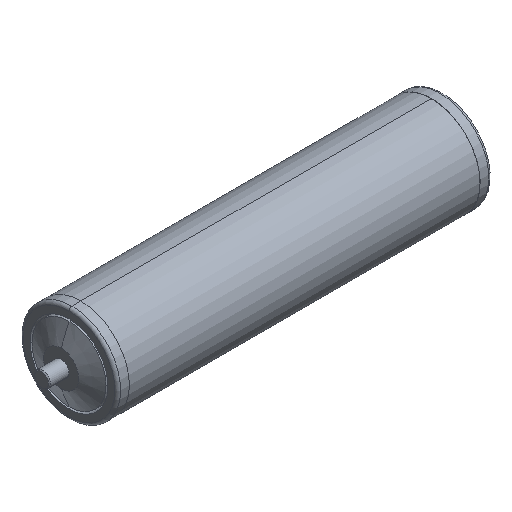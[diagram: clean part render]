
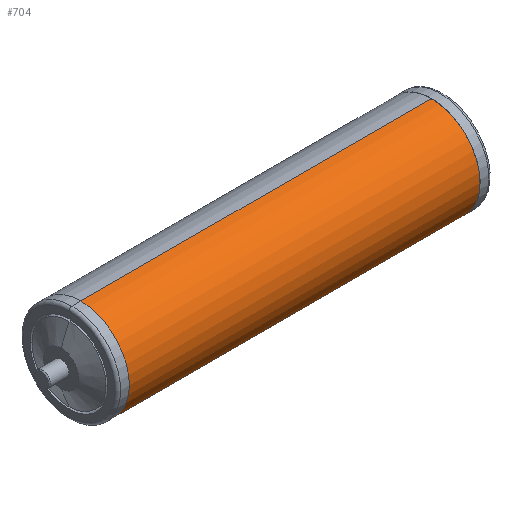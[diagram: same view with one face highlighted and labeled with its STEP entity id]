
A CAD part, isometric view. The second image highlights one B-rep face of the part: STEP entity #704.
In plain terms, the highlighted cylindrical face has radius 25 mm (diameter 50 mm), a partial arc.
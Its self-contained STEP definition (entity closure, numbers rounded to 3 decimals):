
#344 = CARTESIAN_POINT ( 'NONE',  ( 180., 0., 0. ) ) ;
#704 = ADVANCED_FACE ( 'NONE', ( #10444 ), #4145, .T. ) ;
#936 = CIRCLE ( 'NONE', #7210, 25. ) ;
#1132 = DIRECTION ( 'NONE',  ( 1., 0., 0. ) ) ;
#1603 = CARTESIAN_POINT ( 'NONE',  ( 180., 0., 0. ) ) ;
#1871 = DIRECTION ( 'NONE',  ( 0., 0., 1. ) ) ;
#2219 = EDGE_CURVE ( 'NONE', #4359, #4265, #9977, .T. ) ;
#2239 = EDGE_CURVE ( 'NONE', #6071, #4359, #3966, .T. ) ;
#2478 = DIRECTION ( 'NONE',  ( -1., 0., 0. ) ) ;
#2556 = DIRECTION ( 'NONE',  ( 1., 0., 0. ) ) ;
#2802 = AXIS2_PLACEMENT_3D ( 'NONE', #1603, #2478, #1871 ) ;
#3017 = VECTOR ( 'NONE', #8964, 1000. ) ;
#3122 = CARTESIAN_POINT ( 'NONE',  ( 0., 0., -25. ) ) ;
#3268 = VECTOR ( 'NONE', #6571, 1000. ) ;
#3344 = AXIS2_PLACEMENT_3D ( 'NONE', #344, #1132, #8920 ) ;
#3460 = CARTESIAN_POINT ( 'NONE',  ( 180., 0., -25. ) ) ;
#3846 = ORIENTED_EDGE ( 'NONE', *, *, #2219, .F. ) ;
#3966 = CIRCLE ( 'NONE', #3344, 25. ) ;
#4088 = ORIENTED_EDGE ( 'NONE', *, *, #4836, .T. ) ;
#4145 = CYLINDRICAL_SURFACE ( 'NONE', #2802, 25. ) ;
#4244 = DIRECTION ( 'NONE',  ( 0., 0., -1. ) ) ;
#4265 = VERTEX_POINT ( 'NONE', #3122 ) ;
#4359 = VERTEX_POINT ( 'NONE', #3460 ) ;
#4705 = CARTESIAN_POINT ( 'NONE',  ( 180., 0., -25. ) ) ;
#4836 = EDGE_CURVE ( 'NONE', #6071, #8500, #7636, .T. ) ;
#4993 = CARTESIAN_POINT ( 'NONE',  ( 0., 0., 25. ) ) ;
#5361 = EDGE_LOOP ( 'NONE', ( #3846, #9065, #4088, #6455 ) ) ;
#6071 = VERTEX_POINT ( 'NONE', #10079 ) ;
#6455 = ORIENTED_EDGE ( 'NONE', *, *, #7615, .T. ) ;
#6571 = DIRECTION ( 'NONE',  ( -1., 0., 0. ) ) ;
#7210 = AXIS2_PLACEMENT_3D ( 'NONE', #10110, #2556, #4244 ) ;
#7615 = EDGE_CURVE ( 'NONE', #8500, #4265, #936, .T. ) ;
#7636 = LINE ( 'NONE', #9150, #3268 ) ;
#8500 = VERTEX_POINT ( 'NONE', #4993 ) ;
#8920 = DIRECTION ( 'NONE',  ( 0., 0., -1. ) ) ;
#8964 = DIRECTION ( 'NONE',  ( -1., 0., 0. ) ) ;
#9065 = ORIENTED_EDGE ( 'NONE', *, *, #2239, .F. ) ;
#9150 = CARTESIAN_POINT ( 'NONE',  ( 180., 0., 25. ) ) ;
#9977 = LINE ( 'NONE', #4705, #3017 ) ;
#10079 = CARTESIAN_POINT ( 'NONE',  ( 180., 0., 25. ) ) ;
#10110 = CARTESIAN_POINT ( 'NONE',  ( 0., 0., 0. ) ) ;
#10444 = FACE_OUTER_BOUND ( 'NONE', #5361, .T. ) ;
